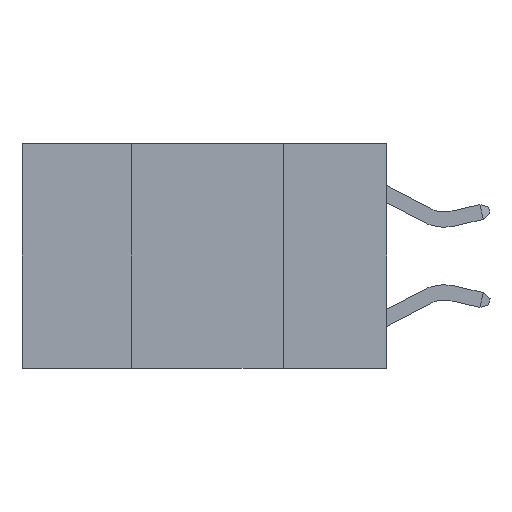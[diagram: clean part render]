
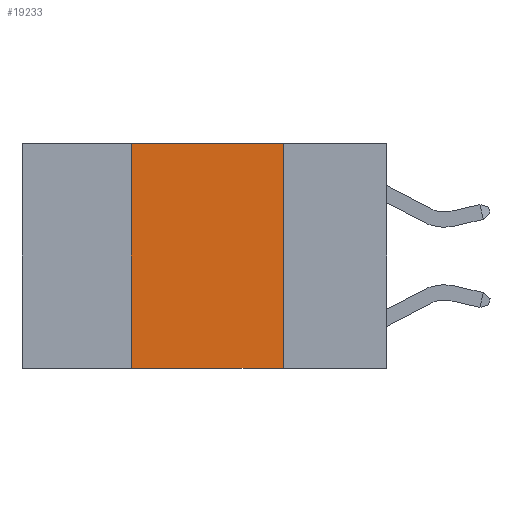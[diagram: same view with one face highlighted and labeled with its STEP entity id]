
A CAD part, left-side view. The second image highlights one B-rep face of the part: STEP entity #19233.
In plain terms, the highlighted planar face has unit normal (-1, 0, 0).
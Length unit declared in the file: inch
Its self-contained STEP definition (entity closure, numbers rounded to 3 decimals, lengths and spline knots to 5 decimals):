
#386 = AXIS2_PLACEMENT_3D ( 'NONE', #32063, #27076, #11820 ) ;
#494 = CARTESIAN_POINT ( 'NONE',  ( 0., 0.42, -0.37 ) ) ;
#737 = VECTOR ( 'NONE', #7210, 39.37008 ) ;
#2936 = ORIENTED_EDGE ( 'NONE', *, *, #32234, .T. ) ;
#3867 = DIRECTION ( 'NONE',  ( 0., 0., 1. ) ) ;
#4204 = CARTESIAN_POINT ( 'NONE',  ( 0., 0.6, 0. ) ) ;
#4309 = VERTEX_POINT ( 'NONE', #7461 ) ;
#4621 = CARTESIAN_POINT ( 'NONE',  ( 0., 0.6, -0.37 ) ) ;
#7210 = DIRECTION ( 'NONE',  ( 0., -1., 0. ) ) ;
#7461 = CARTESIAN_POINT ( 'NONE',  ( 0., 0.42, 0. ) ) ;
#9193 = PLANE ( 'NONE',  #386 ) ;
#9379 = EDGE_CURVE ( 'NONE', #31267, #4309, #23327, .T. ) ;
#11057 = CARTESIAN_POINT ( 'NONE',  ( 0., 0.17, -0.37 ) ) ;
#11648 = VECTOR ( 'NONE', #18842, 39.37008 ) ;
#11820 = DIRECTION ( 'NONE',  ( 0., 0., -1. ) ) ;
#12483 = FACE_OUTER_BOUND ( 'NONE', #24234, .T. ) ;
#15774 = VECTOR ( 'NONE', #3867, 39.37008 ) ;
#15788 = VERTEX_POINT ( 'NONE', #11057 ) ;
#16297 = ORIENTED_EDGE ( 'NONE', *, *, #19689, .F. ) ;
#16709 = CARTESIAN_POINT ( 'NONE',  ( 0., 0.42, 0. ) ) ;
#18842 = DIRECTION ( 'NONE',  ( 0., 0., -1. ) ) ;
#19233 = ADVANCED_FACE ( 'NONE', ( #12483 ), #9193, .F. ) ;
#19590 = DIRECTION ( 'NONE',  ( 0., -1., 0. ) ) ;
#19689 = EDGE_CURVE ( 'NONE', #20186, #15788, #31955, .T. ) ;
#20186 = VERTEX_POINT ( 'NONE', #30812 ) ;
#20670 = ORIENTED_EDGE ( 'NONE', *, *, #24852, .F. ) ;
#21229 = LINE ( 'NONE', #4621, #737 ) ;
#23327 = LINE ( 'NONE', #16709, #15774 ) ;
#24234 = EDGE_LOOP ( 'NONE', ( #16297, #20670, #31408, #2936 ) ) ;
#24852 = EDGE_CURVE ( 'NONE', #4309, #20186, #32284, .T. ) ;
#27076 = DIRECTION ( 'NONE',  ( 1., 0., 0. ) ) ;
#30812 = CARTESIAN_POINT ( 'NONE',  ( 0., 0.17, 0. ) ) ;
#31267 = VERTEX_POINT ( 'NONE', #494 ) ;
#31408 = ORIENTED_EDGE ( 'NONE', *, *, #9379, .F. ) ;
#31493 = CARTESIAN_POINT ( 'NONE',  ( 0., 0.17, 0. ) ) ;
#31500 = VECTOR ( 'NONE', #19590, 39.37008 ) ;
#31955 = LINE ( 'NONE', #31493, #11648 ) ;
#32063 = CARTESIAN_POINT ( 'NONE',  ( 0., 0.6, 0. ) ) ;
#32234 = EDGE_CURVE ( 'NONE', #31267, #15788, #21229, .T. ) ;
#32284 = LINE ( 'NONE', #4204, #31500 ) ;
